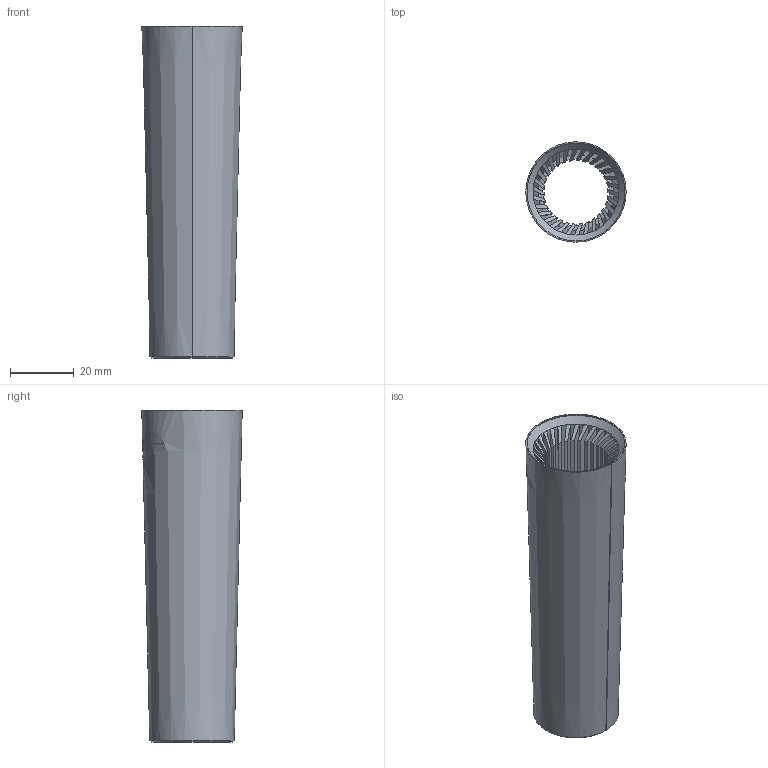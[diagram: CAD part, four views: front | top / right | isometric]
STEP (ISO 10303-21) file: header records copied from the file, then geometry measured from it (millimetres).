
FILE_DESCRIPTION(/* description */ (''),/* implementation_level */ '2;1');
FILE_NAME(/* name */ 'ND767a v10.step',/* time_stamp */ '2022-10-21T19:45:50+01:00',/* author */ (''),/* organization */ (''),/* preprocessor_version */ 'ST-DEVELOPER v19.2',/* originating_system */ 'Autodesk Translation Framework v11.17.0.187',/* authorisation */ '');
FILE_SCHEMA (('AUTOMOTIVE_DESIGN { 1 0 10303 214 3 1 1 }'));
Length unit declared in the file: millimetre
Products named in the file (3): ND767a; Grip; Fins
Assembly tree (2 placements, depth 2):
  ND767a
    Grip
    Fins
Bounding box: 31.39 x 31.39 x 103.78 mm (x, y, z)
Volume: 24496.1 mm3; surface area: 42809.9 mm2
Topology: 32 solids, 32 shells, 326 faces, 784 edges, 522 vertices
Faces by surface type: plane 107, cone 97, bspline 89, cylinder 33
Full cylindrical faces by diameter (mm): 20.8 x1, 23.8 x1
Entity records: 11217 total; most frequent: CARTESIAN_POINT 4562, ORIENTED_EDGE 1568, DIRECTION 1091, EDGE_CURVE 784, VERTEX_POINT 522, AXIS2_PLACEMENT_3D 429, EDGE_LOOP 330, FACE_OUTER_BOUND 326
